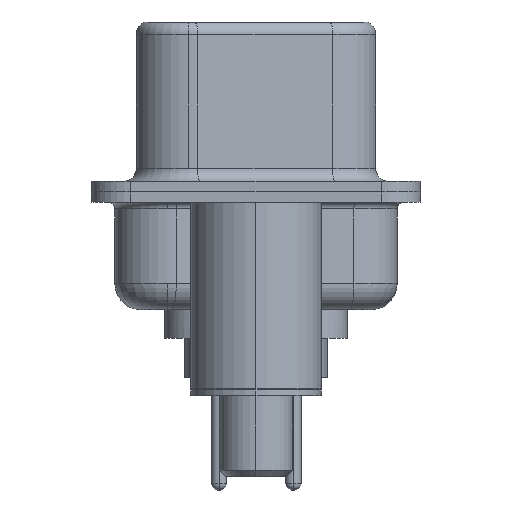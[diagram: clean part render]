
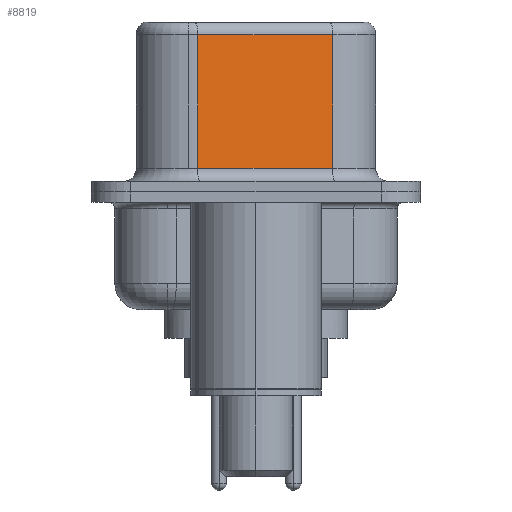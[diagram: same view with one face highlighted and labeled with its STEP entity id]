
A CAD part, left-side view. The second image highlights one B-rep face of the part: STEP entity #8819.
In plain terms, the highlighted planar face has unit normal (-0.985, -0.174, 0).
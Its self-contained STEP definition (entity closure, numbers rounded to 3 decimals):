
#171 = VERTEX_POINT ( 'NONE', #11942 ) ;
#274 = CARTESIAN_POINT ( 'NONE',  ( 4.585, -2.927, 6.02 ) ) ;
#1615 = ORIENTED_EDGE ( 'NONE', *, *, #11476, .F. ) ;
#1782 = PLANE ( 'NONE',  #2867 ) ;
#2075 = EDGE_LOOP ( 'NONE', ( #1615, #6807, #10992, #5634 ) ) ;
#2490 = CARTESIAN_POINT ( 'NONE',  ( 3.675, 2.233, 0.9 ) ) ;
#2867 = AXIS2_PLACEMENT_3D ( 'NONE', #11367, #12760, #4528 ) ;
#3179 = VERTEX_POINT ( 'NONE', #4066 ) ;
#4066 = CARTESIAN_POINT ( 'NONE',  ( 3.675, 2.233, 6.02 ) ) ;
#4434 = DIRECTION ( 'NONE',  ( -0.174, 0.985, 0. ) ) ;
#4528 = DIRECTION ( 'NONE',  ( -0.174, 0.985, 0. ) ) ;
#4643 = VERTEX_POINT ( 'NONE', #2490 ) ;
#5634 = ORIENTED_EDGE ( 'NONE', *, *, #12746, .T. ) ;
#6338 = VECTOR ( 'NONE', #17574, 1000. ) ;
#6807 = ORIENTED_EDGE ( 'NONE', *, *, #7080, .T. ) ;
#7080 = EDGE_CURVE ( 'NONE', #8769, #3179, #14353, .T. ) ;
#7169 = VECTOR ( 'NONE', #15152, 1000. ) ;
#7773 = LINE ( 'NONE', #12192, #11431 ) ;
#8312 = FACE_OUTER_BOUND ( 'NONE', #2075, .T. ) ;
#8769 = VERTEX_POINT ( 'NONE', #274 ) ;
#8819 = ADVANCED_FACE ( 'NONE', ( #8312 ), #1782, .F. ) ;
#9583 = CARTESIAN_POINT ( 'NONE',  ( 3.675, 2.233, 6.52 ) ) ;
#9858 = VECTOR ( 'NONE', #4434, 1000. ) ;
#10432 = LINE ( 'NONE', #16171, #6338 ) ;
#10992 = ORIENTED_EDGE ( 'NONE', *, *, #15407, .T. ) ;
#11289 = CARTESIAN_POINT ( 'NONE',  ( 4.585, -2.927, 6.02 ) ) ;
#11367 = CARTESIAN_POINT ( 'NONE',  ( 4.585, -2.927, 6.52 ) ) ;
#11431 = VECTOR ( 'NONE', #13567, 1000. ) ;
#11476 = EDGE_CURVE ( 'NONE', #8769, #171, #10432, .T. ) ;
#11942 = CARTESIAN_POINT ( 'NONE',  ( 4.585, -2.927, 0.9 ) ) ;
#12192 = CARTESIAN_POINT ( 'NONE',  ( 4.585, -2.927, 0.9 ) ) ;
#12746 = EDGE_CURVE ( 'NONE', #4643, #171, #7773, .T. ) ;
#12760 = DIRECTION ( 'NONE',  ( 0.985, 0.174, 0. ) ) ;
#13567 = DIRECTION ( 'NONE',  ( 0.174, -0.985, 0. ) ) ;
#14353 = LINE ( 'NONE', #11289, #9858 ) ;
#14469 = LINE ( 'NONE', #9583, #7169 ) ;
#15152 = DIRECTION ( 'NONE',  ( 0., 0., -1. ) ) ;
#15407 = EDGE_CURVE ( 'NONE', #3179, #4643, #14469, .T. ) ;
#16171 = CARTESIAN_POINT ( 'NONE',  ( 4.585, -2.927, 6.52 ) ) ;
#17574 = DIRECTION ( 'NONE',  ( 0., 0., -1. ) ) ;
